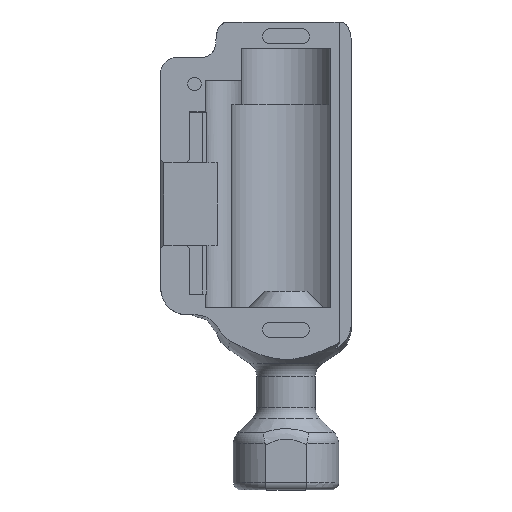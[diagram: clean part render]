
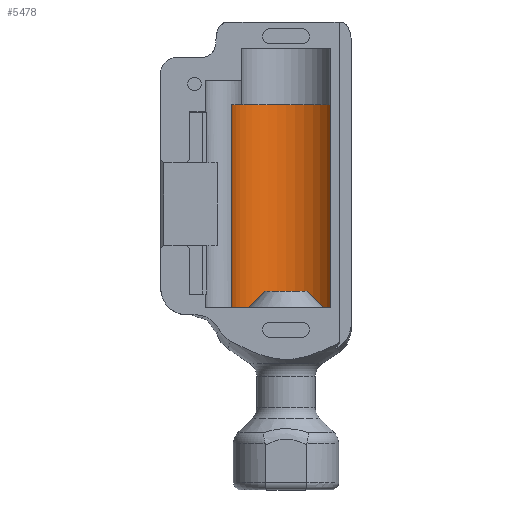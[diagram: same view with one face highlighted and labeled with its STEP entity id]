
A CAD part, top view. The second image highlights one B-rep face of the part: STEP entity #5478.
In plain terms, the highlighted cylindrical face has radius 7.25 mm (diameter 14.5 mm), a partial arc.
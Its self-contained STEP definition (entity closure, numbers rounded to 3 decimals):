
#169=CYLINDRICAL_SURFACE('',#5829,7.25);
#525=CIRCLE('',#5649,7.25);
#555=CIRCLE('',#5743,7.25);
#898=FACE_OUTER_BOUND('',#1232,.T.);
#1232=EDGE_LOOP('',(#4536,#4537,#4538,#4539));
#1434=LINE('',#7515,#1805);
#1586=LINE('',#8976,#1957);
#1805=VECTOR('',#6179,10.);
#1957=VECTOR('',#6535,10.);
#2188=VERTEX_POINT('',#7512);
#2189=VERTEX_POINT('',#7514);
#2198=VERTEX_POINT('',#7548);
#2365=VERTEX_POINT('',#8974);
#2731=EDGE_CURVE('',#2188,#2189,#1434,.T.);
#2750=EDGE_CURVE('',#2198,#2188,#525,.T.);
#3001=EDGE_CURVE('',#2198,#2365,#1586,.T.);
#3004=EDGE_CURVE('',#2189,#2365,#555,.T.);
#4536=ORIENTED_EDGE('',*,*,#3001,.T.);
#4537=ORIENTED_EDGE('',*,*,#3004,.F.);
#4538=ORIENTED_EDGE('',*,*,#2731,.F.);
#4539=ORIENTED_EDGE('',*,*,#2750,.F.);
#5478=ADVANCED_FACE('',(#898),#169,.F.);
#5649=AXIS2_PLACEMENT_3D('',#7550,#6215,#6216);
#5743=AXIS2_PLACEMENT_3D('',#8980,#6541,#6542);
#5829=AXIS2_PLACEMENT_3D('',#10780,#6777,#6778);
#6179=DIRECTION('',(0.,1.,0.));
#6215=DIRECTION('center_axis',(0.,1.,0.));
#6216=DIRECTION('ref_axis',(1.,0.,0.));
#6535=DIRECTION('',(0.,1.,0.));
#6541=DIRECTION('center_axis',(0.,-1.,0.));
#6542=DIRECTION('ref_axis',(1.,0.,0.));
#6777=DIRECTION('center_axis',(0.,1.,0.));
#6778=DIRECTION('ref_axis',(1.,0.,0.));
#7512=CARTESIAN_POINT('',(-7.237,0.,-0.46));
#7514=CARTESIAN_POINT('',(-7.237,27.,-0.46));
#7515=CARTESIAN_POINT('',(-7.237,0.,-0.46));
#7548=CARTESIAN_POINT('',(5.898,0.,4.214));
#7550=CARTESIAN_POINT('Origin',(-0.002,0.,0.));
#8974=CARTESIAN_POINT('',(5.898,27.,4.214));
#8976=CARTESIAN_POINT('',(5.898,0.,4.214));
#8980=CARTESIAN_POINT('Origin',(-0.002,27.,0.));
#10780=CARTESIAN_POINT('Origin',(-0.002,0.,0.));
